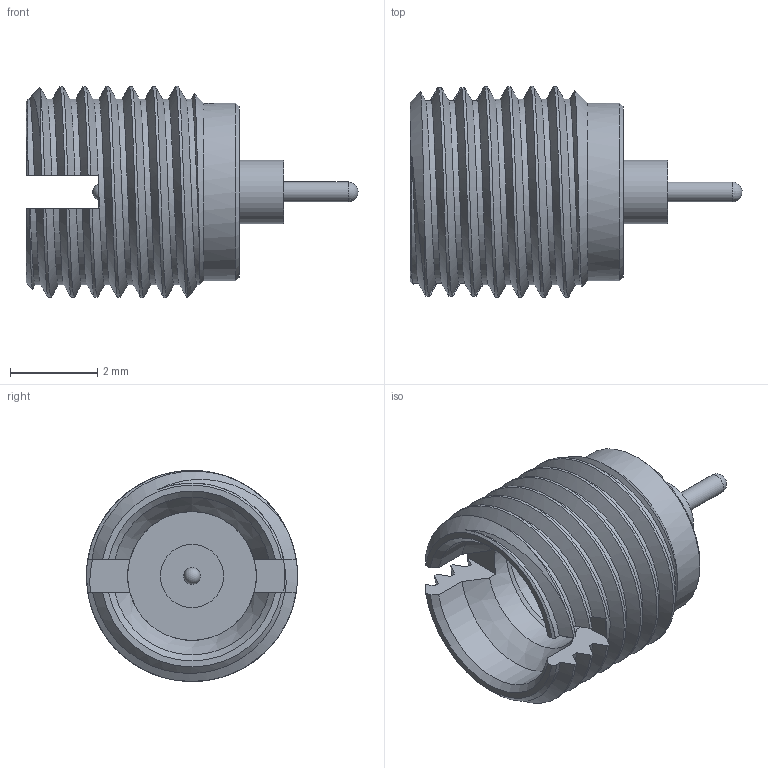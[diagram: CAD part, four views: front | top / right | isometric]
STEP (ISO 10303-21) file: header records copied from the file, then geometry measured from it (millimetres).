
FILE_DESCRIPTION (( 'STEP AP203' ), '1' );
FILE_NAME ('PE44912_3D.step', '2021-04-07T16:19:44', ( '' ), ( '' ), 'SwSTEP 2.0', 'SolidWorks 2020', '' );
FILE_SCHEMA (( 'CONFIG_CONTROL_DESIGN' ));
Length unit declared in the file: inch
Products named in the file (1): PE44912_3D
Bounding box: 7.59 x 4.83 x 4.83 mm (x, y, z)
Volume: 51.7 mm3; surface area: 169.7 mm2
Topology: 1 solids, 1 shells, 63 faces, 170 edges, 111 vertices
Faces by surface type: bspline 21, cylinder 17, plane 14, cone 9, sphere 2
Full cylindrical faces by diameter (mm): 0.381 x1, 0.457 x1, 1.448 x2, 2.946 x1, 3.175 x1, 3.303 x1, 3.405 x1, 4.06 x1
Entity records: 9019 total; most frequent: CARTESIAN_POINT 7734, ORIENTED_EDGE 294, DIRECTION 176, EDGE_CURVE 147, VERTEX_POINT 104, EDGE_LOOP 81, AXIS2_PLACEMENT_3D 75, FACE_OUTER_BOUND 72
